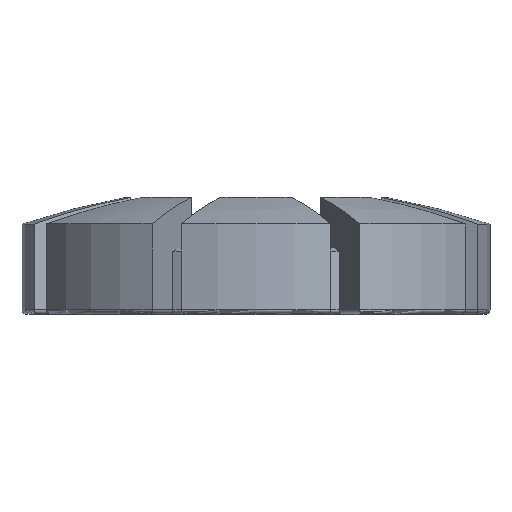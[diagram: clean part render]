
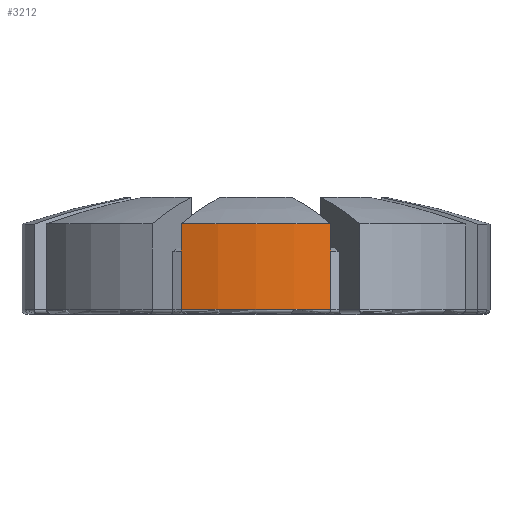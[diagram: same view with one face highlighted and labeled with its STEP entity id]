
A CAD part, top view. The second image highlights one B-rep face of the part: STEP entity #3212.
In plain terms, the highlighted cylindrical face has radius 15.7 mm (diameter 31.4 mm), a partial arc.
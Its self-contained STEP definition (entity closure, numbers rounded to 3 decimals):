
#313=CIRCLE('',#3601,15.7);
#314=CIRCLE('',#3605,15.7);
#497=FACE_OUTER_BOUND('',#683,.T.);
#683=EDGE_LOOP('',(#2910,#2911,#2912,#2913));
#892=LINE('',#6479,#1100);
#893=LINE('',#6526,#1101);
#1100=VECTOR('',#4548,10.);
#1101=VECTOR('',#4563,10.);
#1474=VERTEX_POINT('',#6384);
#1483=VERTEX_POINT('',#6476);
#1484=VERTEX_POINT('',#6478);
#1485=VERTEX_POINT('',#6525);
#1960=EDGE_CURVE('',#1483,#1484,#892,.F.);
#1964=EDGE_CURVE('',#1474,#1483,#313,.T.);
#1966=EDGE_CURVE('',#1474,#1485,#893,.T.);
#1967=EDGE_CURVE('',#1484,#1485,#314,.T.);
#2910=ORIENTED_EDGE('',*,*,#1964,.F.);
#2911=ORIENTED_EDGE('',*,*,#1966,.T.);
#2912=ORIENTED_EDGE('',*,*,#1967,.F.);
#2913=ORIENTED_EDGE('',*,*,#1960,.F.);
#3033=CYLINDRICAL_SURFACE('',#3604,15.7);
#3212=ADVANCED_FACE('',(#497),#3033,.T.);
#3601=AXIS2_PLACEMENT_3D('',#6511,#4555,#4556);
#3604=AXIS2_PLACEMENT_3D('',#6524,#4561,#4562);
#3605=AXIS2_PLACEMENT_3D('',#6527,#4564,#4565);
#4548=DIRECTION('',(0.,-1.,0.));
#4555=DIRECTION('center_axis',(0.,-1.,0.));
#4556=DIRECTION('ref_axis',(0.,0.,1.));
#4561=DIRECTION('center_axis',(0.,1.,0.));
#4562=DIRECTION('ref_axis',(-0.339,0.,0.941));
#4563=DIRECTION('',(0.,1.,0.));
#4564=DIRECTION('center_axis',(0.,1.,0.));
#4565=DIRECTION('ref_axis',(-0.339,0.,0.941));
#6384=CARTESIAN_POINT('',(5.025,40.8,14.874));
#6476=CARTESIAN_POINT('',(-5.025,40.8,14.874));
#6478=CARTESIAN_POINT('',(-5.025,46.549,14.874));
#6479=CARTESIAN_POINT('',(-5.025,0.,14.874));
#6511=CARTESIAN_POINT('Origin',(0.,40.8,0.));
#6524=CARTESIAN_POINT('Origin',(0.,0.,0.));
#6525=CARTESIAN_POINT('',(5.025,46.549,14.874));
#6526=CARTESIAN_POINT('',(5.025,0.,14.874));
#6527=CARTESIAN_POINT('Origin',(0.,46.549,0.));
